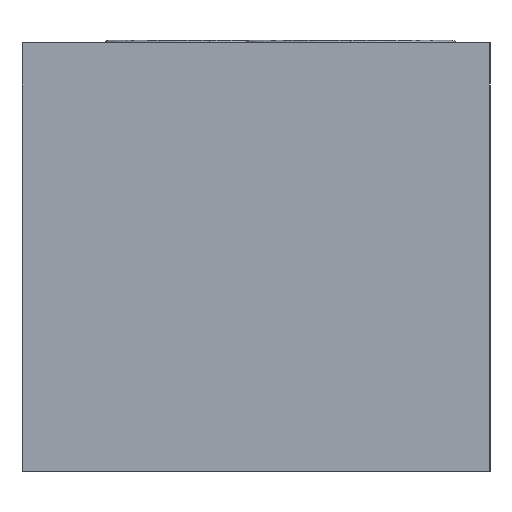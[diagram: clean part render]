
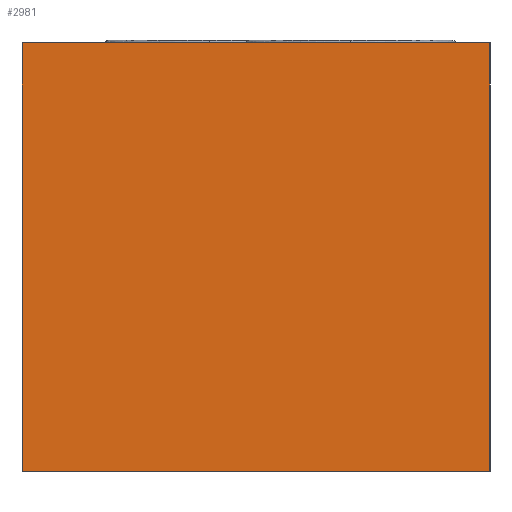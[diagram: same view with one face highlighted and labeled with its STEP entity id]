
A CAD part, left-side view. The second image highlights one B-rep face of the part: STEP entity #2981.
In plain terms, the highlighted planar face has unit normal (-1, 0, 0).
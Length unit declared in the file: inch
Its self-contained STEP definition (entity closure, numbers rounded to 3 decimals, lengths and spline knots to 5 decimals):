
#1=DIRECTION('',(0.,-1.,0.));
#2=VECTOR('',#1,3.);
#3=CARTESIAN_POINT('',(0.,0.,0.));
#4=LINE('',#3,#2);
#77=DIRECTION('',(0.,0.,1.));
#78=VECTOR('',#77,2.75);
#79=CARTESIAN_POINT('',(0.,0.,0.));
#80=LINE('',#79,#78);
#119=DIRECTION('',(0.,0.,1.));
#120=VECTOR('',#119,2.75);
#121=CARTESIAN_POINT('',(0.,-3.,0.));
#122=LINE('',#121,#120);
#123=DIRECTION('',(0.,-1.,0.));
#124=VECTOR('',#123,3.);
#125=CARTESIAN_POINT('',(0.,0.,2.75));
#126=LINE('',#125,#124);
#2518=CARTESIAN_POINT('',(0.,0.,0.));
#2519=CARTESIAN_POINT('',(0.,-3.,0.));
#2520=VERTEX_POINT('',#2518);
#2521=VERTEX_POINT('',#2519);
#2526=CARTESIAN_POINT('',(0.,0.,2.75));
#2527=CARTESIAN_POINT('',(0.,-3.,2.75));
#2528=VERTEX_POINT('',#2526);
#2529=VERTEX_POINT('',#2527);
#2967=CARTESIAN_POINT('',(0.,0.,0.));
#2968=DIRECTION('',(-1.,0.,0.));
#2969=DIRECTION('',(0.,-1.,0.));
#2970=AXIS2_PLACEMENT_3D('',#2967,#2968,#2969);
#2971=PLANE('',#2970);
#2972=ORIENTED_EDGE('',*,*,#2920,.F.);
#2974=ORIENTED_EDGE('',*,*,#2973,.T.);
#2976=ORIENTED_EDGE('',*,*,#2975,.T.);
#2978=ORIENTED_EDGE('',*,*,#2977,.F.);
#2979=EDGE_LOOP('',(#2972,#2974,#2976,#2978));
#2980=FACE_OUTER_BOUND('',#2979,.F.);
#2981=ADVANCED_FACE('',(#2980),#2971,.T.);
#2920=EDGE_CURVE('',#2520,#2521,#4,.T.);
#2973=EDGE_CURVE('',#2520,#2528,#80,.T.);
#2975=EDGE_CURVE('',#2528,#2529,#126,.T.);
#2977=EDGE_CURVE('',#2521,#2529,#122,.T.);
